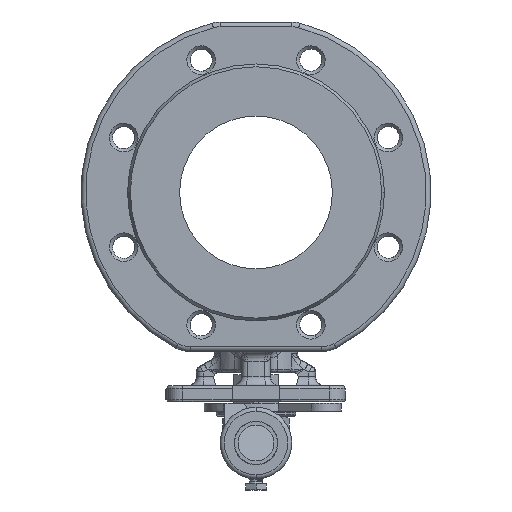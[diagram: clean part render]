
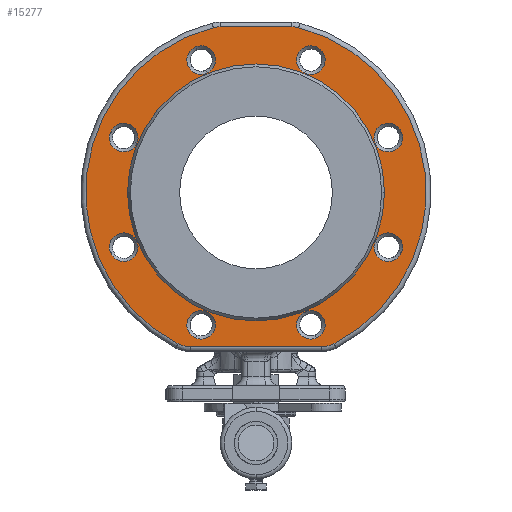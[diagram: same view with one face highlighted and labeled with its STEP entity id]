
A CAD part, front view. The second image highlights one B-rep face of the part: STEP entity #15277.
In plain terms, the highlighted planar face has unit normal (0, -1, 0).
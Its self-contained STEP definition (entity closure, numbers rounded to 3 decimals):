
#29=CARTESIAN_POINT('',(0.,-72.,0.));
#30=DIRECTION('',(0.,-1.,0.));
#31=DIRECTION('',(1.,0.,0.));
#32=AXIS2_PLACEMENT_3D('',#29,#30,#31);
#34=CARTESIAN_POINT('',(0.,-72.,0.));
#35=DIRECTION('',(0.,1.,0.));
#36=DIRECTION('',(1.,0.,0.));
#37=AXIS2_PLACEMENT_3D('',#34,#35,#36);
#39=CARTESIAN_POINT('',(41.231,-72.,-80.));
#40=DIRECTION('',(0.,-1.,0.));
#41=DIRECTION('',(0.,0.,-1.));
#42=AXIS2_PLACEMENT_3D('',#39,#40,#41);
#44=DIRECTION('',(1.,0.,0.));
#45=VECTOR('',#44,82.462);
#46=CARTESIAN_POINT('',(-41.231,-72.,-97.));
#47=LINE('',#46,#45);
#48=CARTESIAN_POINT('',(-41.231,-72.,-80.));
#49=DIRECTION('',(0.,-1.,0.));
#50=DIRECTION('',(-0.458,0.,-0.889));
#51=AXIS2_PLACEMENT_3D('',#48,#49,#50);
#53=CARTESIAN_POINT('',(0.,-72.,0.));
#54=DIRECTION('',(0.,-1.,0.));
#55=DIRECTION('',(-0.251,0.,0.968));
#56=AXIS2_PLACEMENT_3D('',#53,#54,#55);
#58=CARTESIAN_POINT('',(-22.58,-72.,87.121));
#59=DIRECTION('',(0.,-1.,0.));
#60=DIRECTION('',(0.,0.,1.));
#61=AXIS2_PLACEMENT_3D('',#58,#59,#60);
#63=DIRECTION('',(-1.,0.,0.));
#64=VECTOR('',#63,45.16);
#65=CARTESIAN_POINT('',(22.58,-72.,104.121));
#66=LINE('',#65,#64);
#67=CARTESIAN_POINT('',(22.58,-72.,87.121));
#68=DIRECTION('',(0.,-1.,0.));
#69=DIRECTION('',(0.251,0.,0.968));
#70=AXIS2_PLACEMENT_3D('',#67,#68,#69);
#72=CARTESIAN_POINT('',(0.,-72.,0.));
#73=DIRECTION('',(0.,-1.,0.));
#74=DIRECTION('',(0.458,0.,-0.889));
#75=AXIS2_PLACEMENT_3D('',#72,#73,#74);
#77=CARTESIAN_POINT('',(-83.149,-72.,34.442));
#78=DIRECTION('',(0.,-1.,0.));
#79=DIRECTION('',(-0.924,0.,0.383));
#80=AXIS2_PLACEMENT_3D('',#77,#78,#79);
#82=CARTESIAN_POINT('',(-83.149,-72.,34.442));
#83=DIRECTION('',(0.,-1.,0.));
#84=DIRECTION('',(0.924,0.,-0.383));
#85=AXIS2_PLACEMENT_3D('',#82,#83,#84);
#87=CARTESIAN_POINT('',(-34.442,-72.,83.149));
#88=DIRECTION('',(0.,-1.,0.));
#89=DIRECTION('',(-0.383,0.,0.924));
#90=AXIS2_PLACEMENT_3D('',#87,#88,#89);
#92=CARTESIAN_POINT('',(-34.442,-72.,83.149));
#93=DIRECTION('',(0.,-1.,0.));
#94=DIRECTION('',(0.383,0.,-0.924));
#95=AXIS2_PLACEMENT_3D('',#92,#93,#94);
#97=CARTESIAN_POINT('',(34.442,-72.,83.149));
#98=DIRECTION('',(0.,-1.,0.));
#99=DIRECTION('',(0.383,0.,0.924));
#100=AXIS2_PLACEMENT_3D('',#97,#98,#99);
#102=CARTESIAN_POINT('',(34.442,-72.,83.149));
#103=DIRECTION('',(0.,-1.,0.));
#104=DIRECTION('',(-0.383,0.,-0.924));
#105=AXIS2_PLACEMENT_3D('',#102,#103,#104);
#107=CARTESIAN_POINT('',(83.149,-72.,34.442));
#108=DIRECTION('',(0.,-1.,0.));
#109=DIRECTION('',(0.924,0.,0.383));
#110=AXIS2_PLACEMENT_3D('',#107,#108,#109);
#112=CARTESIAN_POINT('',(83.149,-72.,34.442));
#113=DIRECTION('',(0.,-1.,0.));
#114=DIRECTION('',(-0.924,0.,-0.383));
#115=AXIS2_PLACEMENT_3D('',#112,#113,#114);
#117=CARTESIAN_POINT('',(83.149,-72.,-34.442));
#118=DIRECTION('',(0.,-1.,0.));
#119=DIRECTION('',(0.924,0.,-0.383));
#120=AXIS2_PLACEMENT_3D('',#117,#118,#119);
#122=CARTESIAN_POINT('',(83.149,-72.,-34.442));
#123=DIRECTION('',(0.,-1.,0.));
#124=DIRECTION('',(-0.924,0.,0.383));
#125=AXIS2_PLACEMENT_3D('',#122,#123,#124);
#127=CARTESIAN_POINT('',(34.442,-72.,-83.149));
#128=DIRECTION('',(0.,-1.,0.));
#129=DIRECTION('',(0.383,0.,-0.924));
#130=AXIS2_PLACEMENT_3D('',#127,#128,#129);
#132=CARTESIAN_POINT('',(34.442,-72.,-83.149));
#133=DIRECTION('',(0.,-1.,0.));
#134=DIRECTION('',(-0.383,0.,0.924));
#135=AXIS2_PLACEMENT_3D('',#132,#133,#134);
#137=CARTESIAN_POINT('',(-34.442,-72.,-83.149));
#138=DIRECTION('',(0.,-1.,0.));
#139=DIRECTION('',(-0.383,0.,-0.924));
#140=AXIS2_PLACEMENT_3D('',#137,#138,#139);
#142=CARTESIAN_POINT('',(-34.442,-72.,-83.149));
#143=DIRECTION('',(0.,-1.,0.));
#144=DIRECTION('',(0.383,0.,0.924));
#145=AXIS2_PLACEMENT_3D('',#142,#143,#144);
#147=CARTESIAN_POINT('',(-83.149,-72.,-34.442));
#148=DIRECTION('',(0.,-1.,0.));
#149=DIRECTION('',(-0.924,0.,-0.383));
#150=AXIS2_PLACEMENT_3D('',#147,#148,#149);
#152=CARTESIAN_POINT('',(-83.149,-72.,-34.442));
#153=DIRECTION('',(0.,-1.,0.));
#154=DIRECTION('',(0.924,0.,0.383));
#155=AXIS2_PLACEMENT_3D('',#152,#153,#154);
#12798=CARTESIAN_POINT('',(80.734,-72.,0.));
#12799=CARTESIAN_POINT('',(-80.734,-72.,0.));
#12800=VERTEX_POINT('',#12798);
#12801=VERTEX_POINT('',#12799);
#13268=CARTESIAN_POINT('',(41.231,-72.,-97.));
#13269=CARTESIAN_POINT('',(49.019,-72.,-95.111));
#13270=VERTEX_POINT('',#13268);
#13271=VERTEX_POINT('',#13269);
#13276=CARTESIAN_POINT('',(26.845,-72.,103.578));
#13277=VERTEX_POINT('',#13276);
#13280=CARTESIAN_POINT('',(22.58,-72.,104.121));
#13281=VERTEX_POINT('',#13280);
#13284=CARTESIAN_POINT('',(-22.58,-72.,104.121));
#13285=VERTEX_POINT('',#13284);
#13288=CARTESIAN_POINT('',(-26.845,-72.,103.578));
#13289=VERTEX_POINT('',#13288);
#13292=CARTESIAN_POINT('',(-49.019,-72.,-95.111));
#13293=VERTEX_POINT('',#13292);
#13296=CARTESIAN_POINT('',(-41.231,-72.,-97.));
#13297=VERTEX_POINT('',#13296);
#13778=CARTESIAN_POINT('',(-91.464,-72.,37.886));
#13779=CARTESIAN_POINT('',(-74.834,-72.,30.997));
#13780=VERTEX_POINT('',#13778);
#13781=VERTEX_POINT('',#13779);
#13790=CARTESIAN_POINT('',(-37.886,-72.,91.464));
#13791=CARTESIAN_POINT('',(-30.997,-72.,74.834));
#13792=VERTEX_POINT('',#13790);
#13793=VERTEX_POINT('',#13791);
#13802=CARTESIAN_POINT('',(37.886,-72.,91.464));
#13803=CARTESIAN_POINT('',(30.997,-72.,74.834));
#13804=VERTEX_POINT('',#13802);
#13805=VERTEX_POINT('',#13803);
#13814=CARTESIAN_POINT('',(91.464,-72.,37.886));
#13815=CARTESIAN_POINT('',(74.834,-72.,30.997));
#13816=VERTEX_POINT('',#13814);
#13817=VERTEX_POINT('',#13815);
#13826=CARTESIAN_POINT('',(91.464,-72.,-37.886));
#13827=CARTESIAN_POINT('',(74.834,-72.,-30.997));
#13828=VERTEX_POINT('',#13826);
#13829=VERTEX_POINT('',#13827);
#13838=CARTESIAN_POINT('',(37.886,-72.,-91.464));
#13839=CARTESIAN_POINT('',(30.997,-72.,-74.834));
#13840=VERTEX_POINT('',#13838);
#13841=VERTEX_POINT('',#13839);
#13850=CARTESIAN_POINT('',(-37.886,-72.,-91.464));
#13851=CARTESIAN_POINT('',(-30.997,-72.,-74.834));
#13852=VERTEX_POINT('',#13850);
#13853=VERTEX_POINT('',#13851);
#13862=CARTESIAN_POINT('',(-91.464,-72.,-37.886));
#13863=CARTESIAN_POINT('',(-74.834,-72.,-30.997));
#13864=VERTEX_POINT('',#13862);
#13865=VERTEX_POINT('',#13863);
#15202=CARTESIAN_POINT('',(0.,-72.,0.));
#15203=DIRECTION('',(0.,1.,0.));
#15204=DIRECTION('',(1.,0.,0.));
#15205=AXIS2_PLACEMENT_3D('',#15202,#15203,#15204);
#15206=PLANE('',#15205);
#15208=ORIENTED_EDGE('',*,*,#15207,.F.);
#15210=ORIENTED_EDGE('',*,*,#15209,.F.);
#15212=ORIENTED_EDGE('',*,*,#15211,.F.);
#15214=ORIENTED_EDGE('',*,*,#15213,.F.);
#15216=ORIENTED_EDGE('',*,*,#15215,.F.);
#15218=ORIENTED_EDGE('',*,*,#15217,.F.);
#15220=ORIENTED_EDGE('',*,*,#15219,.F.);
#15222=ORIENTED_EDGE('',*,*,#15221,.F.);
#15223=EDGE_LOOP('',(#15208,#15210,#15212,#15214,#15216,#15218,#15220,#15222));
#15224=FACE_OUTER_BOUND('',#15223,.F.);
#15225=ORIENTED_EDGE('',*,*,#15196,.T.);
#15226=ORIENTED_EDGE('',*,*,#15165,.F.);
#15227=EDGE_LOOP('',(#15225,#15226));
#15228=FACE_BOUND('',#15227,.F.);
#15230=ORIENTED_EDGE('',*,*,#15229,.T.);
#15232=ORIENTED_EDGE('',*,*,#15231,.T.);
#15233=EDGE_LOOP('',(#15230,#15232));
#15234=FACE_BOUND('',#15233,.F.);
#15236=ORIENTED_EDGE('',*,*,#15235,.T.);
#15238=ORIENTED_EDGE('',*,*,#15237,.T.);
#15239=EDGE_LOOP('',(#15236,#15238));
#15240=FACE_BOUND('',#15239,.F.);
#15242=ORIENTED_EDGE('',*,*,#15241,.T.);
#15244=ORIENTED_EDGE('',*,*,#15243,.T.);
#15245=EDGE_LOOP('',(#15242,#15244));
#15246=FACE_BOUND('',#15245,.F.);
#15248=ORIENTED_EDGE('',*,*,#15247,.T.);
#15250=ORIENTED_EDGE('',*,*,#15249,.T.);
#15251=EDGE_LOOP('',(#15248,#15250));
#15252=FACE_BOUND('',#15251,.F.);
#15254=ORIENTED_EDGE('',*,*,#15253,.T.);
#15256=ORIENTED_EDGE('',*,*,#15255,.T.);
#15257=EDGE_LOOP('',(#15254,#15256));
#15258=FACE_BOUND('',#15257,.F.);
#15260=ORIENTED_EDGE('',*,*,#15259,.T.);
#15262=ORIENTED_EDGE('',*,*,#15261,.T.);
#15263=EDGE_LOOP('',(#15260,#15262));
#15264=FACE_BOUND('',#15263,.F.);
#15266=ORIENTED_EDGE('',*,*,#15265,.T.);
#15268=ORIENTED_EDGE('',*,*,#15267,.T.);
#15269=EDGE_LOOP('',(#15266,#15268));
#15270=FACE_BOUND('',#15269,.F.);
#15272=ORIENTED_EDGE('',*,*,#15271,.T.);
#15274=ORIENTED_EDGE('',*,*,#15273,.T.);
#15275=EDGE_LOOP('',(#15272,#15274));
#15276=FACE_BOUND('',#15275,.F.);
#33=CIRCLE('',#32,80.734);
#38=CIRCLE('',#37,80.734);
#43=CIRCLE('',#42,17.);
#52=CIRCLE('',#51,17.);
#57=CIRCLE('',#56,107.);
#62=CIRCLE('',#61,17.);
#71=CIRCLE('',#70,17.);
#76=CIRCLE('',#75,107.);
#81=CIRCLE('',#80,9.);
#86=CIRCLE('',#85,9.);
#91=CIRCLE('',#90,9.);
#96=CIRCLE('',#95,9.);
#101=CIRCLE('',#100,9.);
#106=CIRCLE('',#105,9.);
#111=CIRCLE('',#110,9.);
#116=CIRCLE('',#115,9.);
#121=CIRCLE('',#120,9.);
#126=CIRCLE('',#125,9.);
#131=CIRCLE('',#130,9.);
#136=CIRCLE('',#135,9.);
#141=CIRCLE('',#140,9.);
#146=CIRCLE('',#145,9.);
#151=CIRCLE('',#150,9.);
#156=CIRCLE('',#155,9.);
#15165=EDGE_CURVE('',#12800,#12801,#38,.T.);
#15196=EDGE_CURVE('',#12800,#12801,#33,.T.);
#15207=EDGE_CURVE('',#13270,#13271,#43,.T.);
#15209=EDGE_CURVE('',#13297,#13270,#47,.T.);
#15211=EDGE_CURVE('',#13293,#13297,#52,.T.);
#15213=EDGE_CURVE('',#13289,#13293,#57,.T.);
#15215=EDGE_CURVE('',#13285,#13289,#62,.T.);
#15217=EDGE_CURVE('',#13281,#13285,#66,.T.);
#15219=EDGE_CURVE('',#13277,#13281,#71,.T.);
#15221=EDGE_CURVE('',#13271,#13277,#76,.T.);
#15229=EDGE_CURVE('',#13780,#13781,#81,.T.);
#15231=EDGE_CURVE('',#13781,#13780,#86,.T.);
#15235=EDGE_CURVE('',#13792,#13793,#91,.T.);
#15237=EDGE_CURVE('',#13793,#13792,#96,.T.);
#15241=EDGE_CURVE('',#13804,#13805,#101,.T.);
#15243=EDGE_CURVE('',#13805,#13804,#106,.T.);
#15247=EDGE_CURVE('',#13816,#13817,#111,.T.);
#15249=EDGE_CURVE('',#13817,#13816,#116,.T.);
#15253=EDGE_CURVE('',#13828,#13829,#121,.T.);
#15255=EDGE_CURVE('',#13829,#13828,#126,.T.);
#15259=EDGE_CURVE('',#13840,#13841,#131,.T.);
#15261=EDGE_CURVE('',#13841,#13840,#136,.T.);
#15265=EDGE_CURVE('',#13852,#13853,#141,.T.);
#15267=EDGE_CURVE('',#13853,#13852,#146,.T.);
#15271=EDGE_CURVE('',#13864,#13865,#151,.T.);
#15273=EDGE_CURVE('',#13865,#13864,#156,.T.);
#15277=ADVANCED_FACE('',(#15224,#15228,#15234,#15240,#15246,#15252,#15258,
#15264,#15270,#15276),#15206,.F.);
